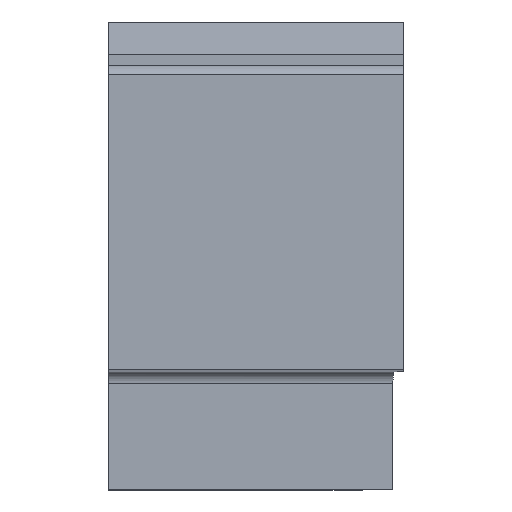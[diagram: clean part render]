
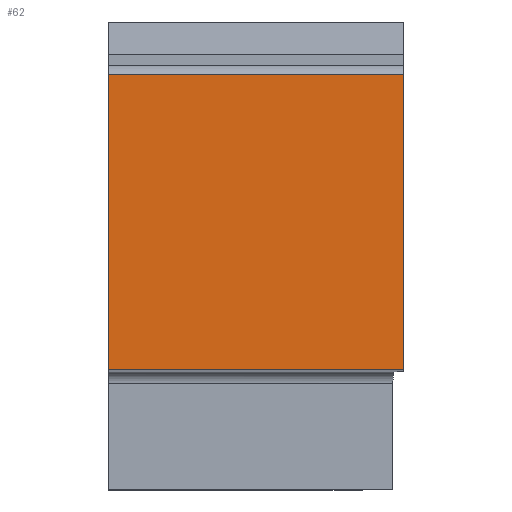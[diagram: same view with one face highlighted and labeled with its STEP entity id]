
A CAD part, top view. The second image highlights one B-rep face of the part: STEP entity #62.
In plain terms, the highlighted planar face has unit normal (0, 0, 1).
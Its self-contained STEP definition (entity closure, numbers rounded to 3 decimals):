
#62=ADVANCED_FACE('',(#124),#99,.F.);
#99=PLANE('',#827);
#124=FACE_OUTER_BOUND('',#162,.T.);
#162=EDGE_LOOP('',(#290,#291,#292,#293));
#290=ORIENTED_EDGE('',*,*,#554,.F.);
#291=ORIENTED_EDGE('',*,*,#552,.T.);
#292=ORIENTED_EDGE('',*,*,#557,.T.);
#293=ORIENTED_EDGE('',*,*,#505,.T.);
#434=VERTEX_POINT('',#1106);
#435=VERTEX_POINT('',#1108);
#476=VERTEX_POINT('',#1215);
#477=VERTEX_POINT('',#1217);
#505=EDGE_CURVE('',#435,#434,#611,.T.);
#552=EDGE_CURVE('',#477,#476,#644,.T.);
#554=EDGE_CURVE('',#477,#434,#646,.T.);
#557=EDGE_CURVE('',#476,#435,#649,.T.);
#611=LINE('',#1107,#690);
#644=LINE('',#1216,#723);
#646=LINE('',#1220,#725);
#649=LINE('',#1226,#728);
#690=VECTOR('',#885,1.);
#723=VECTOR('',#954,1.);
#725=VECTOR('',#958,1.);
#728=VECTOR('',#967,1.);
#827=AXIS2_PLACEMENT_3D('',#1227,#968,#969);
#885=DIRECTION('',(0.,-1.,0.));
#954=DIRECTION('',(0.,1.,0.));
#958=DIRECTION('',(-1.,0.,0.));
#967=DIRECTION('',(-1.,0.,0.));
#968=DIRECTION('',(0.,0.,-1.));
#969=DIRECTION('',(1.,0.,0.));
#1106=CARTESIAN_POINT('',(-20.,0.,0.));
#1107=CARTESIAN_POINT('',(-20.,20.,0.));
#1108=CARTESIAN_POINT('',(-20.,20.,0.));
#1215=CARTESIAN_POINT('',(0.,20.,0.));
#1216=CARTESIAN_POINT('',(0.,0.,0.));
#1217=CARTESIAN_POINT('',(0.,0.,0.));
#1220=CARTESIAN_POINT('',(0.,0.,0.));
#1226=CARTESIAN_POINT('',(0.,20.,0.));
#1227=CARTESIAN_POINT('',(-18.775,20.,0.));
